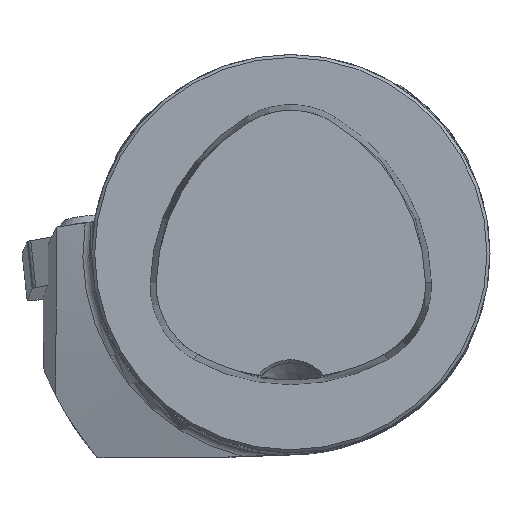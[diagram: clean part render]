
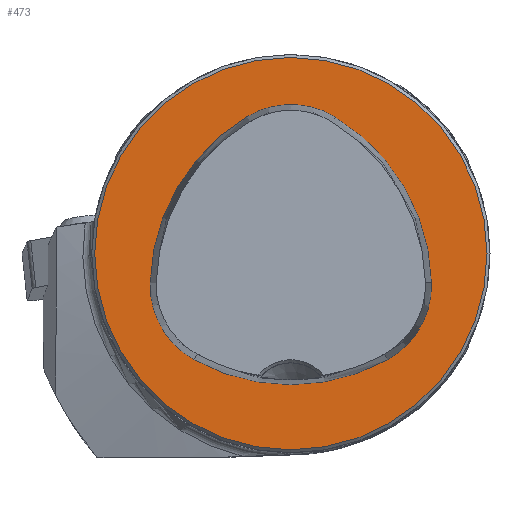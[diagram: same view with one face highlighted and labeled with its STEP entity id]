
A CAD part, top view. The second image highlights one B-rep face of the part: STEP entity #473.
In plain terms, the highlighted planar face has unit normal (0, 0, 1).
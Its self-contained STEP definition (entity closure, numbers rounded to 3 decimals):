
#102=FACE_BOUND('',#681,.T.);
#103=FACE_BOUND('',#682,.T.);
#139=PLANE('',#1988);
#473=ADVANCED_FACE('CU_FL_N1_SU_1',(#102,#103),#139,.T.);
#681=EDGE_LOOP('',(#965,#966,#967,#968,#969,#970));
#682=EDGE_LOOP('',(#971));
#965=ORIENTED_EDGE('',*,*,#1649,.F.);
#966=ORIENTED_EDGE('',*,*,#1650,.F.);
#967=ORIENTED_EDGE('',*,*,#1651,.F.);
#968=ORIENTED_EDGE('',*,*,#1652,.F.);
#969=ORIENTED_EDGE('',*,*,#1646,.F.);
#970=ORIENTED_EDGE('',*,*,#1653,.F.);
#971=ORIENTED_EDGE('',*,*,#1654,.T.);
#1457=VERTEX_POINT('',#3323);
#1458=VERTEX_POINT('',#3325);
#1460=VERTEX_POINT('',#3331);
#1461=VERTEX_POINT('',#3332);
#1462=VERTEX_POINT('',#3334);
#1463=VERTEX_POINT('',#3336);
#1464=VERTEX_POINT('',#3340);
#1646=EDGE_CURVE('',#1457,#1458,#1815,.T.);
#1649=EDGE_CURVE('',#1460,#1461,#1817,.T.);
#1650=EDGE_CURVE('',#1462,#1460,#1818,.T.);
#1651=EDGE_CURVE('',#1463,#1462,#1819,.T.);
#1652=EDGE_CURVE('',#1458,#1463,#1820,.T.);
#1653=EDGE_CURVE('',#1461,#1457,#1821,.T.);
#1654=EDGE_CURVE('',#1464,#1464,#1822,.T.);
#1815=CIRCLE('',#1979,20.063);
#1817=CIRCLE('',#1982,20.063);
#1818=CIRCLE('',#1983,8.563);
#1819=CIRCLE('',#1984,20.063);
#1820=CIRCLE('',#1985,8.563);
#1821=CIRCLE('',#1986,8.563);
#1822=CIRCLE('',#1987,19.7);
#1979=AXIS2_PLACEMENT_3D('',#3324,#2259,#2260);
#1982=AXIS2_PLACEMENT_3D('',#3330,#2266,#2267);
#1983=AXIS2_PLACEMENT_3D('',#3333,#2268,#2269);
#1984=AXIS2_PLACEMENT_3D('',#3335,#2270,#2271);
#1985=AXIS2_PLACEMENT_3D('',#3337,#2272,#2273);
#1986=AXIS2_PLACEMENT_3D('',#3338,#2274,#2275);
#1987=AXIS2_PLACEMENT_3D('',#3339,#2276,#2277);
#1988=AXIS2_PLACEMENT_3D('',#3341,#2278,#2279);
#2259=DIRECTION('',(0.,0.,1.));
#2260=DIRECTION('',(1.,0.,0.));
#2266=DIRECTION('',(0.,0.,1.));
#2267=DIRECTION('',(1.,0.,0.));
#2268=DIRECTION('',(0.,0.,1.));
#2269=DIRECTION('',(1.,0.,0.));
#2270=DIRECTION('',(0.,0.,1.));
#2271=DIRECTION('',(1.,0.,0.));
#2272=DIRECTION('',(0.,0.,1.));
#2273=DIRECTION('',(1.,0.,0.));
#2274=DIRECTION('',(0.,0.,1.));
#2275=DIRECTION('',(1.,0.,0.));
#2276=DIRECTION('',(0.,0.,1.));
#2277=DIRECTION('',(1.,0.,0.));
#2278=DIRECTION('',(0.,0.,1.));
#2279=DIRECTION('',(1.,0.,0.));
#3323=CARTESIAN_POINT('',(-9.704,-10.66,0.));
#3324=CARTESIAN_POINT('',(0.,6.9,0.));
#3325=CARTESIAN_POINT('',(9.704,-10.66,0.));
#3330=CARTESIAN_POINT('',(5.934,-3.451,0.));
#3331=CARTESIAN_POINT('',(-4.418,13.735,0.));
#3332=CARTESIAN_POINT('',(-14.123,-2.953,0.));
#3333=CARTESIAN_POINT('',(0.,6.4,0.));
#3334=CARTESIAN_POINT('',(4.418,13.735,0.));
#3335=CARTESIAN_POINT('',(-5.934,-3.451,0.));
#3336=CARTESIAN_POINT('',(14.123,-2.953,0.));
#3337=CARTESIAN_POINT('',(5.562,-3.165,0.));
#3338=CARTESIAN_POINT('',(-5.562,-3.165,0.));
#3339=CARTESIAN_POINT('',(0.,0.,0.));
#3340=CARTESIAN_POINT('',(19.7,0.,0.));
#3341=CARTESIAN_POINT('',(0.,0.,0.));
